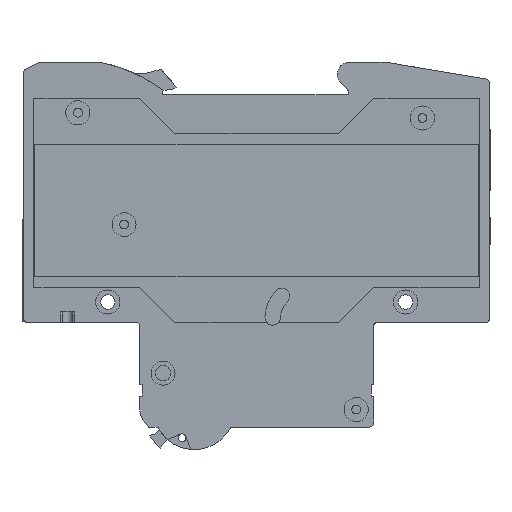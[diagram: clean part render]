
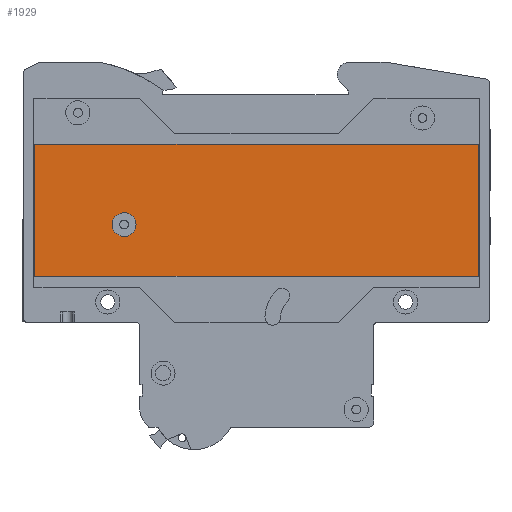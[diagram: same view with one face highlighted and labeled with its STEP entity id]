
A CAD part, front view. The second image highlights one B-rep face of the part: STEP entity #1929.
In plain terms, the highlighted planar face has unit normal (0, -1, 0).
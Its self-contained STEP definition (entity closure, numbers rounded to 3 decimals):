
#1043 = EDGE_CURVE ( 'NONE', #35816, #35728, #24207, .T. ) ;
#1895 = ORIENTED_EDGE ( 'NONE', *, *, #1896, .F. ) ;
#1896 = EDGE_CURVE ( 'NONE', #1935, #1906, #27303, .T. ) ;
#1905 = EDGE_CURVE ( 'NONE', #1906, #1921, #27329, .T. ) ;
#1906 = VERTEX_POINT ( 'NONE', #27325 ) ;
#1907 = ORIENTED_EDGE ( 'NONE', *, *, #1905, .F. ) ;
#1919 = ORIENTED_EDGE ( 'NONE', *, *, #1920, .F. ) ;
#1920 = EDGE_CURVE ( 'NONE', #1921, #1934, #27382, .T. ) ;
#1921 = VERTEX_POINT ( 'NONE', #27378 ) ;
#1923 = EDGE_LOOP ( 'NONE', ( #1964, #1965 ) ) ;
#1929 = ADVANCED_FACE ( 'NONE', ( #27443, #27438 ), #27422, .F. ) ;
#1934 = VERTEX_POINT ( 'NONE', #27475 ) ;
#1935 = VERTEX_POINT ( 'NONE', #27474 ) ;
#1941 = EDGE_CURVE ( 'NONE', #1934, #1935, #27465, .T. ) ;
#1953 = ORIENTED_EDGE ( 'NONE', *, *, #1941, .F. ) ;
#1961 = EDGE_LOOP ( 'NONE', ( #1953, #1919, #1907, #1895 ) ) ;
#1964 = ORIENTED_EDGE ( 'NONE', *, *, #1043, .F. ) ;
#1965 = ORIENTED_EDGE ( 'NONE', *, *, #35707, .F. ) ;
#14713 = DIRECTION ( 'NONE',  ( 0., 0., -1. ) ) ;
#14714 = DIRECTION ( 'NONE',  ( 0., -1., 0. ) ) ;
#14715 = CARTESIAN_POINT ( 'NONE',  ( -25.5, -8.6, -25. ) ) ;
#14716 = AXIS2_PLACEMENT_3D ( 'NONE', #14715, #14714, #14713 ) ;
#14721 = CIRCLE ( 'NONE', #14716, 2.3 ) ;
#14805 = CARTESIAN_POINT ( 'NONE',  ( -25.5, -8.6, -22.7 ) ) ;
#15203 = CARTESIAN_POINT ( 'NONE',  ( -25.5, -8.6, -27.3 ) ) ;
#24204 = DIRECTION ( 'NONE',  ( 0., 0., -1. ) ) ;
#24205 = DIRECTION ( 'NONE',  ( 0., -1., 0. ) ) ;
#24206 = AXIS2_PLACEMENT_3D ( 'NONE', #24209, #24205, #24204 ) ;
#24207 = CIRCLE ( 'NONE', #24206, 2.3 ) ;
#24209 = CARTESIAN_POINT ( 'NONE',  ( -25.5, -8.6, -25. ) ) ;
#27300 = DIRECTION ( 'NONE',  ( 1., 0., 0. ) ) ;
#27301 = VECTOR ( 'NONE', #27300, 1000. ) ;
#27302 = CARTESIAN_POINT ( 'NONE',  ( -42.85, -8.6, -9.55 ) ) ;
#27303 = LINE ( 'NONE', #27302, #27301 ) ;
#27325 = CARTESIAN_POINT ( 'NONE',  ( 42.7, -8.6, -9.55 ) ) ;
#27326 = DIRECTION ( 'NONE',  ( 0., 0., -1. ) ) ;
#27327 = VECTOR ( 'NONE', #27326, 1000. ) ;
#27328 = CARTESIAN_POINT ( 'NONE',  ( 42.7, -8.6, -0.65 ) ) ;
#27329 = LINE ( 'NONE', #27328, #27327 ) ;
#27378 = CARTESIAN_POINT ( 'NONE',  ( 42.7, -8.6, -34.95 ) ) ;
#27379 = DIRECTION ( 'NONE',  ( -1., 0., 0. ) ) ;
#27380 = VECTOR ( 'NONE', #27379, 1000. ) ;
#27381 = CARTESIAN_POINT ( 'NONE',  ( -42.85, -8.6, -34.95 ) ) ;
#27382 = LINE ( 'NONE', #27381, #27380 ) ;
#27422 = PLANE ( 'NONE',  #27423 ) ;
#27423 = AXIS2_PLACEMENT_3D ( 'NONE', #27478, #27477, #27476 ) ;
#27438 = FACE_OUTER_BOUND ( 'NONE', #1961, .T. ) ;
#27443 = FACE_BOUND ( 'NONE', #1923, .T. ) ;
#27461 = DIRECTION ( 'NONE',  ( 0., 0., 1. ) ) ;
#27462 = VECTOR ( 'NONE', #27461, 1000. ) ;
#27463 = CARTESIAN_POINT ( 'NONE',  ( -42.7, -8.6, -0.65 ) ) ;
#27465 = LINE ( 'NONE', #27463, #27462 ) ;
#27474 = CARTESIAN_POINT ( 'NONE',  ( -42.7, -8.6, -9.55 ) ) ;
#27475 = CARTESIAN_POINT ( 'NONE',  ( -42.7, -8.6, -34.95 ) ) ;
#27476 = DIRECTION ( 'NONE',  ( 0., 0., 1. ) ) ;
#27477 = DIRECTION ( 'NONE',  ( 0., 1., 0. ) ) ;
#27478 = CARTESIAN_POINT ( 'NONE',  ( 42.7, -8.6, -9.55 ) ) ;
#35707 = EDGE_CURVE ( 'NONE', #35728, #35816, #14721, .T. ) ;
#35728 = VERTEX_POINT ( 'NONE', #14805 ) ;
#35816 = VERTEX_POINT ( 'NONE', #15203 ) ;
